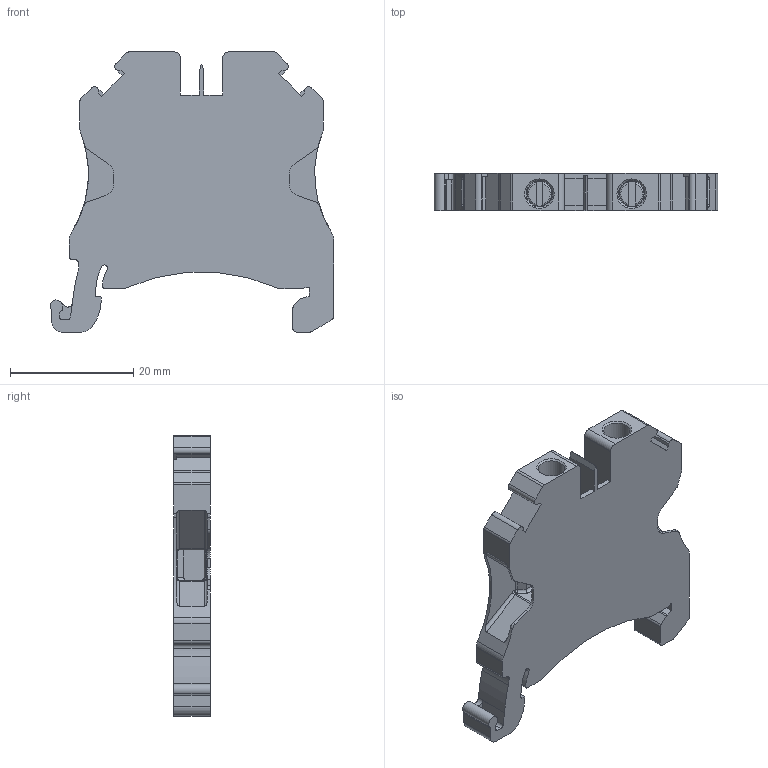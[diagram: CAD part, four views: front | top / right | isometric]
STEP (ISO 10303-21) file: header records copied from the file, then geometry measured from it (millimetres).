
FILE_DESCRIPTION(/* description */ ('Unknown'),/* implementation_level */ '2;1');
FILE_NAME(/* name */ 'TC4_3D_SOLID',/* time_stamp */ '2021-05-24T10:49:48+05:00',/* author */ ('Unknown'),/* organization */ ('Unknown'),/* preprocessor_version */ 'ST-DEVELOPER v16.7',/* originating_system */ 'DEX',/* authorisation */ $);
FILE_SCHEMA (('AUTOMOTIVE_DESIGN {1 0 10303 214 3 1 1}'));
Length unit declared in the file: millimetre
Products named in the file (1): TC4_3D_SOLID
Bounding box: 46.1 x 6 x 45.5 mm (x, y, z)
Volume: 7165.5 mm3; surface area: 5369.9 mm2
Topology: 1 solids, 1 shells, 234 faces, 648 edges, 416 vertices
Faces by surface type: plane 113, cylinder 99, torus 14, sphere 4, cone 2, bspline 2
Full cylindrical faces by diameter (mm): 3 x2, 4 x2, 4.3 x2
Entity records: 9044 total; most frequent: CARTESIAN_POINT 1361, DIRECTION 1295, ORIENTED_EDGE 1252, EDGE_CURVE 626, AXIS2_PLACEMENT_3D 454, VERTEX_POINT 410, LINE 387, VECTOR 387
